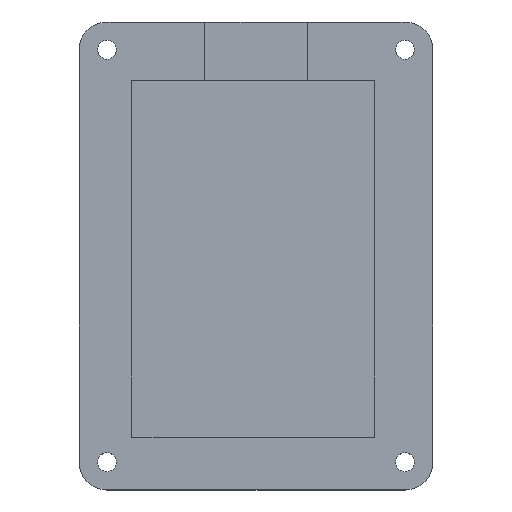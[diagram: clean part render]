
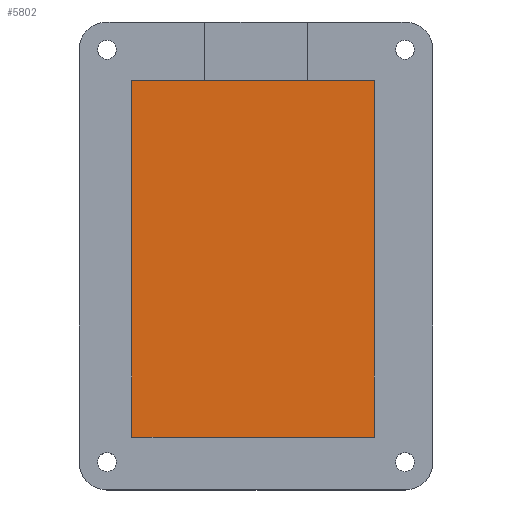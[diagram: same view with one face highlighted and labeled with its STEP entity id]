
A CAD part, top view. The second image highlights one B-rep face of the part: STEP entity #5802.
In plain terms, the highlighted planar face has unit normal (0, 0, 1).
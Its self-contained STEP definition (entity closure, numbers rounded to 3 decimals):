
#950=FACE_OUTER_BOUND('',#1288,.T.);
#1288=EDGE_LOOP('',(#5333,#5334,#5335,#5336));
#1754=LINE('',#11673,#2214);
#1756=LINE('',#11678,#2216);
#1757=LINE('',#11679,#2217);
#1758=LINE('',#11680,#2218);
#2214=VECTOR('',#6672,10.);
#2216=VECTOR('',#6676,10.);
#2217=VECTOR('',#6677,10.);
#2218=VECTOR('',#6678,10.);
#2793=VERTEX_POINT('',#11670);
#2794=VERTEX_POINT('',#11672);
#2795=VERTEX_POINT('',#11676);
#2796=VERTEX_POINT('',#11677);
#3646=EDGE_CURVE('',#2793,#2794,#1754,.T.);
#3648=EDGE_CURVE('',#2795,#2796,#1756,.T.);
#3649=EDGE_CURVE('',#2794,#2795,#1757,.T.);
#3650=EDGE_CURVE('',#2796,#2793,#1758,.T.);
#5333=ORIENTED_EDGE('',*,*,#3648,.F.);
#5334=ORIENTED_EDGE('',*,*,#3649,.F.);
#5335=ORIENTED_EDGE('',*,*,#3646,.F.);
#5336=ORIENTED_EDGE('',*,*,#3650,.F.);
#5498=PLANE('',#5955);
#5802=ADVANCED_FACE('',(#950),#5498,.T.);
#5955=AXIS2_PLACEMENT_3D('',#11675,#6674,#6675);
#6672=DIRECTION('',(1.,0.,0.));
#6674=DIRECTION('center_axis',(0.,0.,1.));
#6675=DIRECTION('ref_axis',(1.,0.,0.));
#6676=DIRECTION('',(-1.,0.,0.));
#6677=DIRECTION('',(0.,-1.,0.));
#6678=DIRECTION('',(0.,1.,0.));
#11670=CARTESIAN_POINT('',(-10.,49.5,3.));
#11672=CARTESIAN_POINT('',(33.7,49.5,3.));
#11673=CARTESIAN_POINT('',(0.925,49.5,3.));
#11675=CARTESIAN_POINT('Origin',(11.85,17.35,3.));
#11676=CARTESIAN_POINT('',(33.7,-14.8,3.));
#11677=CARTESIAN_POINT('',(-10.,-14.8,3.));
#11678=CARTESIAN_POINT('',(22.775,-14.8,3.));
#11679=CARTESIAN_POINT('',(33.7,33.425,3.));
#11680=CARTESIAN_POINT('',(-10.,1.275,3.));
